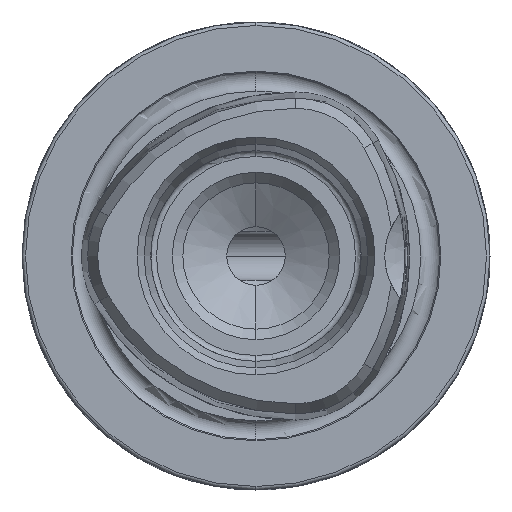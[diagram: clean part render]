
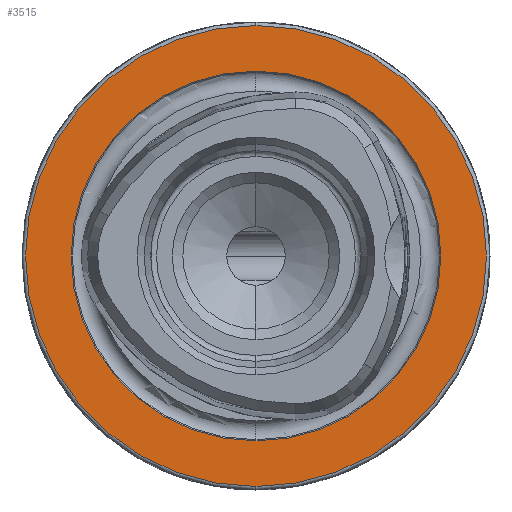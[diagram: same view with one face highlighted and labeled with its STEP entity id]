
A CAD part, left-side view. The second image highlights one B-rep face of the part: STEP entity #3515.
In plain terms, the highlighted planar face has unit normal (-1, 0, 0).
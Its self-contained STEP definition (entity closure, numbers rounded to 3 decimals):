
#47 = AXIS2_PLACEMENT_3D ( 'NONE', #7355, #8158, #5946 ) ;
#404 = AXIS2_PLACEMENT_3D ( 'NONE', #2418, #8637, #4144 ) ;
#637 = CIRCLE ( 'NONE', #9012, 19.7 ) ;
#675 = CIRCLE ( 'NONE', #4852, 15.8 ) ;
#743 = DIRECTION ( 'NONE',  ( -1., 0., 0. ) ) ;
#750 = DIRECTION ( 'NONE',  ( 1., 0., 0. ) ) ;
#835 = CIRCLE ( 'NONE', #47, 19.7 ) ;
#1082 = VERTEX_POINT ( 'NONE', #4819 ) ;
#1399 = EDGE_CURVE ( 'NONE', #5668, #1082, #1526, .T. ) ;
#1526 = CIRCLE ( 'NONE', #404, 15.8 ) ;
#1859 = DIRECTION ( 'NONE',  ( 0., 0., 1. ) ) ;
#1988 = CARTESIAN_POINT ( 'NONE',  ( 0., 0., -19.7 ) ) ;
#2142 = ORIENTED_EDGE ( 'NONE', *, *, #1399, .F. ) ;
#2200 = ORIENTED_EDGE ( 'NONE', *, *, #9176, .T. ) ;
#2418 = CARTESIAN_POINT ( 'NONE',  ( 0., 0., 0. ) ) ;
#3047 = CARTESIAN_POINT ( 'NONE',  ( 0., 0., 19.7 ) ) ;
#3165 = FACE_BOUND ( 'NONE', #3691, .T. ) ;
#3515 = ADVANCED_FACE ( 'NONE', ( #3165, #5453 ), #6262, .F. ) ;
#3691 = EDGE_LOOP ( 'NONE', ( #4925, #2142 ) ) ;
#4110 = AXIS2_PLACEMENT_3D ( 'NONE', #8576, #750, #9326 ) ;
#4144 = DIRECTION ( 'NONE',  ( 0., 0., 1. ) ) ;
#4145 = DIRECTION ( 'NONE',  ( -1., 0., 0. ) ) ;
#4403 = EDGE_CURVE ( 'NONE', #6718, #6093, #637, .T. ) ;
#4598 = EDGE_LOOP ( 'NONE', ( #8777, #2200 ) ) ;
#4819 = CARTESIAN_POINT ( 'NONE',  ( 0., 0., 15.8 ) ) ;
#4852 = AXIS2_PLACEMENT_3D ( 'NONE', #8319, #743, #5293 ) ;
#4925 = ORIENTED_EDGE ( 'NONE', *, *, #6244, .F. ) ;
#5293 = DIRECTION ( 'NONE',  ( 0., 0., 1. ) ) ;
#5453 = FACE_OUTER_BOUND ( 'NONE', #4598, .T. ) ;
#5668 = VERTEX_POINT ( 'NONE', #9456 ) ;
#5946 = DIRECTION ( 'NONE',  ( 0., 0., 1. ) ) ;
#6093 = VERTEX_POINT ( 'NONE', #1988 ) ;
#6244 = EDGE_CURVE ( 'NONE', #1082, #5668, #675, .T. ) ;
#6262 = PLANE ( 'NONE',  #4110 ) ;
#6718 = VERTEX_POINT ( 'NONE', #3047 ) ;
#7355 = CARTESIAN_POINT ( 'NONE',  ( 0., 0., 0. ) ) ;
#8158 = DIRECTION ( 'NONE',  ( -1., 0., 0. ) ) ;
#8319 = CARTESIAN_POINT ( 'NONE',  ( 0., 0., 0. ) ) ;
#8576 = CARTESIAN_POINT ( 'NONE',  ( 0., 15.8, 0. ) ) ;
#8637 = DIRECTION ( 'NONE',  ( -1., 0., 0. ) ) ;
#8777 = ORIENTED_EDGE ( 'NONE', *, *, #4403, .T. ) ;
#8779 = CARTESIAN_POINT ( 'NONE',  ( 0., 0., 0. ) ) ;
#9012 = AXIS2_PLACEMENT_3D ( 'NONE', #8779, #4145, #1859 ) ;
#9176 = EDGE_CURVE ( 'NONE', #6093, #6718, #835, .T. ) ;
#9326 = DIRECTION ( 'NONE',  ( 0., 0., -1. ) ) ;
#9456 = CARTESIAN_POINT ( 'NONE',  ( 0., 0., -15.8 ) ) ;
